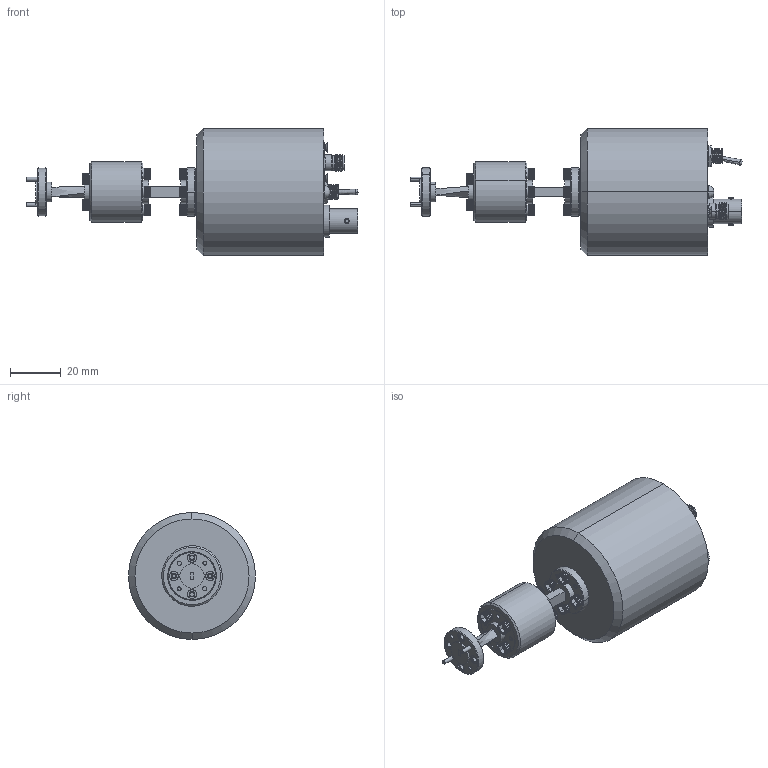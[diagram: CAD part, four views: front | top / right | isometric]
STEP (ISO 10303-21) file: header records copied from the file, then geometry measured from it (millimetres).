
FILE_DESCRIPTION (( 'STEP AP203' ), '1' );
FILE_NAME ('STZ-10-I1.STEP', '2019-04-10T00:33:26', ( '' ), ( '' ), 'SwSTEP 2.0', 'SolidWorks 2016', '' );
FILE_SCHEMA (( 'CONFIG_CONTROL_DESIGN' ));
Length unit declared in the file: millimetre
Products named in the file (1): STZ-10-I1
Bounding box: 130.74 x 50 x 50 mm (x, y, z)
Volume: 110265.2 mm3; surface area: 26420.6 mm2
Topology: 49 solids, 49 shells, 2894 faces, 7798 edges, 5080 vertices
Faces by surface type: plane 1584, cylinder 946, cone 302, bspline 32, torus 30
Entity records: 103829 total; most frequent: CARTESIAN_POINT 35604, ORIENTED_EDGE 15512, DIRECTION 12536, EDGE_CURVE 7756, VERTEX_POINT 5080, AXIS2_PLACEMENT_3D 4730, EDGE_LOOP 3096, VECTOR 3076
